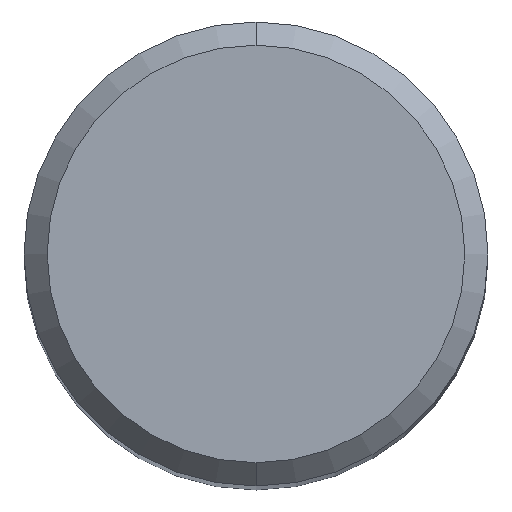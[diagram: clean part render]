
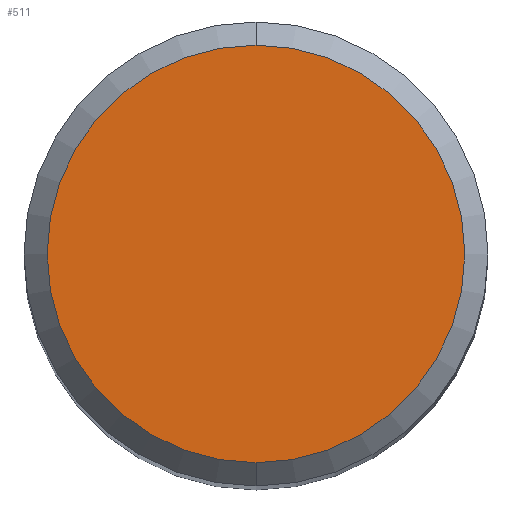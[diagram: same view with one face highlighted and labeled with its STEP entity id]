
A CAD part, top view. The second image highlights one B-rep face of the part: STEP entity #511.
In plain terms, the highlighted planar face has unit normal (0, 0, 1).
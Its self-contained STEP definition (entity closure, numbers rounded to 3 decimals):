
#439=EDGE_CURVE('',#703,#497,#968,.T.);
#497=VERTEX_POINT('',#1031);
#511=ADVANCED_FACE('',(#1045),#1046,.T.);
#659=EDGE_CURVE('',#497,#703,#1214,.T.);
#703=VERTEX_POINT('',#1265);
#968=CIRCLE('',#2253,3.6);
#1031=CARTESIAN_POINT('',(0.0,3.6,0.0));
#1045=FACE_OUTER_BOUND('',#3210,.T.);
#1046=PLANE('',#3211);
#1214=CIRCLE('',#5687,3.6);
#1265=CARTESIAN_POINT('',(0.,-3.6,0.0));
#2253=AXIS2_PLACEMENT_3D('',#7718,#7719,#7720);
#3210=EDGE_LOOP('',(#7769,#7770));
#3211=AXIS2_PLACEMENT_3D('',#7771,#7772,#7773);
#5687=AXIS2_PLACEMENT_3D('',#7997,#7998,#7999);
#7718=CARTESIAN_POINT('',(0.0,0.0,0.0));
#7719=DIRECTION('',(0.0,0.0,-1.0));
#7720=DIRECTION('',(0.0,1.0,0.0));
#7769=ORIENTED_EDGE('',*,*,#659,.F.);
#7770=ORIENTED_EDGE('',*,*,#439,.F.);
#7771=CARTESIAN_POINT('',(0.0,1.8,0.0));
#7772=DIRECTION('',(-0.0,0.0,1.0));
#7773=DIRECTION('',(0.0,-1.0,0.0));
#7997=CARTESIAN_POINT('',(0.0,0.0,0.0));
#7998=DIRECTION('',(0.0,0.0,-1.0));
#7999=DIRECTION('',(0.0,1.0,0.0));
